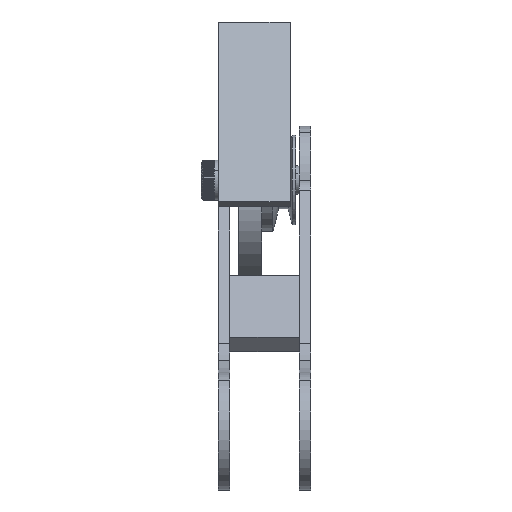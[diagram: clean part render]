
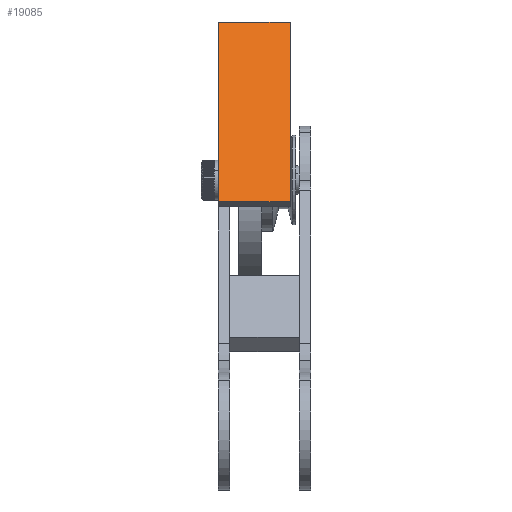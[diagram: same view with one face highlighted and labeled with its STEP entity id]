
A CAD part, front view. The second image highlights one B-rep face of the part: STEP entity #19085.
In plain terms, the highlighted planar face has unit normal (0, -0.833, 0.554).
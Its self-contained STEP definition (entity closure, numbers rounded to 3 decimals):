
#11 = CARTESIAN_POINT ( 'NONE',  ( 650.04, 852.287, 1341.846 ) ) ;
#557 = CARTESIAN_POINT ( 'NONE',  ( 610.04, 918.776, 1441.743 ) ) ;
#1066 = ORIENTED_EDGE ( 'NONE', *, *, #10925, .F. ) ;
#1685 = VECTOR ( 'NONE', #6602, 1000. ) ;
#3220 = DIRECTION ( 'NONE',  ( 0., -0.554, -0.832 ) ) ;
#3472 = DIRECTION ( 'NONE',  ( 0., -0.832, 0.554 ) ) ;
#3595 = FACE_OUTER_BOUND ( 'NONE', #15051, .T. ) ;
#4462 = ORIENTED_EDGE ( 'NONE', *, *, #23241, .F. ) ;
#5590 = PLANE ( 'NONE',  #23829 ) ;
#5667 = VERTEX_POINT ( 'NONE', #6515 ) ;
#6040 = VERTEX_POINT ( 'NONE', #557 ) ;
#6259 = VERTEX_POINT ( 'NONE', #9588 ) ;
#6515 = CARTESIAN_POINT ( 'NONE',  ( 650.04, 852.287, 1341.846 ) ) ;
#6602 = DIRECTION ( 'NONE',  ( -1., 0., 0. ) ) ;
#6853 = LINE ( 'NONE', #23729, #1685 ) ;
#7247 = CARTESIAN_POINT ( 'NONE',  ( 650.04, 918.776, 1441.743 ) ) ;
#9567 = VECTOR ( 'NONE', #10740, 1000. ) ;
#9588 = CARTESIAN_POINT ( 'NONE',  ( 610.04, 852.287, 1341.846 ) ) ;
#10740 = DIRECTION ( 'NONE',  ( 0., 0.554, 0.832 ) ) ;
#10925 = EDGE_CURVE ( 'NONE', #6259, #6040, #14261, .T. ) ;
#11235 = CARTESIAN_POINT ( 'NONE',  ( 650.04, 918.776, 1441.743 ) ) ;
#11288 = DIRECTION ( 'NONE',  ( -1., 0., 0. ) ) ;
#12378 = CARTESIAN_POINT ( 'NONE',  ( 650.04, 918.776, 1441.743 ) ) ;
#12514 = CARTESIAN_POINT ( 'NONE',  ( 610.04, 918.776, 1441.743 ) ) ;
#14261 = LINE ( 'NONE', #12514, #18660 ) ;
#15051 = EDGE_LOOP ( 'NONE', ( #1066, #4462, #21514, #15477 ) ) ;
#15477 = ORIENTED_EDGE ( 'NONE', *, *, #23462, .T. ) ;
#17038 = LINE ( 'NONE', #11, #23213 ) ;
#18239 = LINE ( 'NONE', #12378, #9567 ) ;
#18660 = VECTOR ( 'NONE', #20846, 1000. ) ;
#19085 = ADVANCED_FACE ( 'NONE', ( #3595 ), #5590, .T. ) ;
#19858 = VERTEX_POINT ( 'NONE', #7247 ) ;
#20846 = DIRECTION ( 'NONE',  ( 0., 0.554, 0.832 ) ) ;
#21299 = EDGE_CURVE ( 'NONE', #5667, #19858, #18239, .T. ) ;
#21514 = ORIENTED_EDGE ( 'NONE', *, *, #21299, .T. ) ;
#23213 = VECTOR ( 'NONE', #11288, 1000. ) ;
#23241 = EDGE_CURVE ( 'NONE', #5667, #6259, #17038, .T. ) ;
#23462 = EDGE_CURVE ( 'NONE', #19858, #6040, #6853, .T. ) ;
#23729 = CARTESIAN_POINT ( 'NONE',  ( 650.04, 918.776, 1441.743 ) ) ;
#23829 = AXIS2_PLACEMENT_3D ( 'NONE', #11235, #3472, #3220 ) ;
